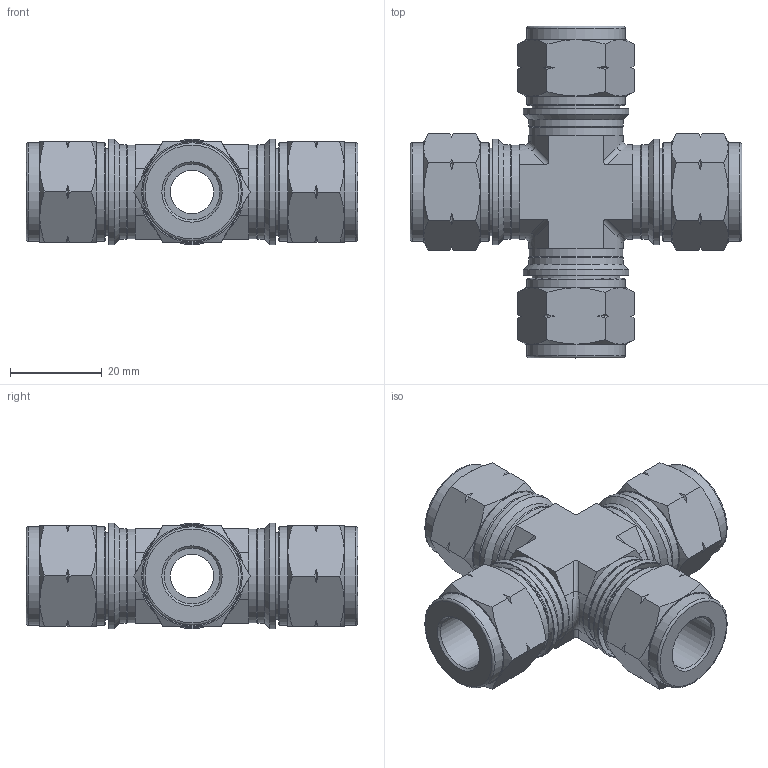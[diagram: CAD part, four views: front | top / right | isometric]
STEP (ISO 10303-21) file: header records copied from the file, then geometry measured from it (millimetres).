
FILE_DESCRIPTION(/* description */ (''),/* implementation_level */ '2;1');
FILE_NAME(/* name */ 'SUCI-12M.stp',/* time_stamp */ '2022-07-08T16:30:06+09:00',/* author */ ('user'),/* organization */ (''),/* preprocessor_version */ 'ST-DEVELOPER v18.1',/* originating_system */ 'Autodesk Inventor 2022',/* authorisation */ '');
FILE_SCHEMA (('AUTOMOTIVE_DESIGN { 1 0 10303 214 3 1 1 }'));
Length unit declared in the file: millimetre
Products named in the file (1): SUC-12M
Bounding box: 72.49 x 72.49 x 23 mm (x, y, z)
Volume: 33544.8 mm3; surface area: 17688.6 mm2
Topology: 1 solids, 1 shells, 266 faces, 603 edges, 369 vertices
Faces by surface type: cone 120, plane 78, cylinder 56, torus 8, bspline 4
Full cylindrical faces by diameter (mm): 9.5 x4, 12.2 x4, 17.3 x4, 17.7 x4, 19.05 x4, 20.5 x4, 20.6 x4, 21.5 x8, 23 x4
Entity records: 7347 total; most frequent: CARTESIAN_POINT 1739, ORIENTED_EDGE 1206, DIRECTION 1164, EDGE_CURVE 603, AXIS2_PLACEMENT_3D 490, VERTEX_POINT 369, EDGE_LOOP 302, FACE_OUTER_BOUND 266
